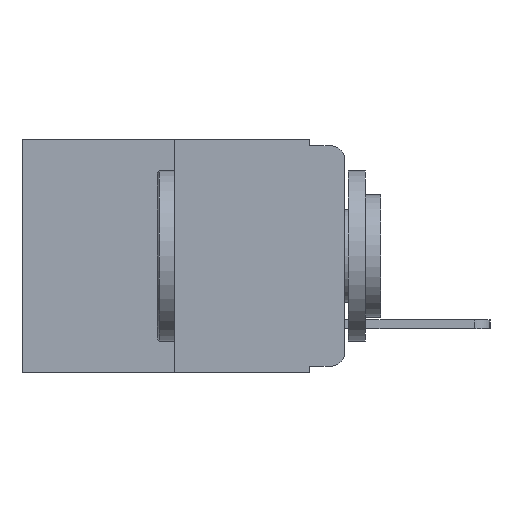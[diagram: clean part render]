
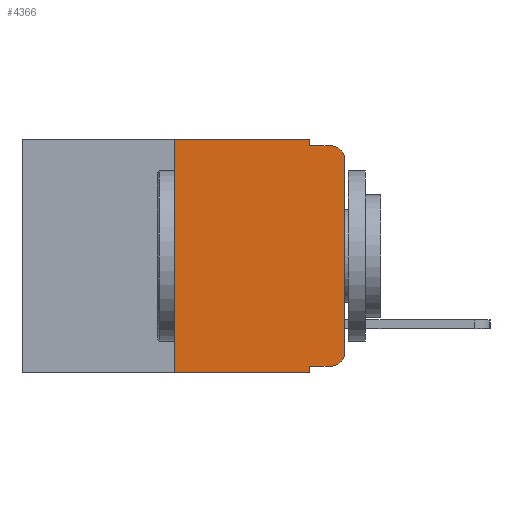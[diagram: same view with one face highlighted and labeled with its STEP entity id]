
A CAD part, left-side view. The second image highlights one B-rep face of the part: STEP entity #4366.
In plain terms, the highlighted planar face has unit normal (-1, 0, 0).
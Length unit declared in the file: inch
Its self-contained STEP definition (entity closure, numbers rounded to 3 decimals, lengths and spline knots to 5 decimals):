
#165 = CARTESIAN_POINT ( 'NONE',  ( 0., 0.25, -0.343 ) ) ;
#227 = EDGE_LOOP ( 'NONE', ( #13377, #3527, #3956, #14171, #14555, #4787, #3306, #10237, #7208, #1273 ) ) ;
#244 = CARTESIAN_POINT ( 'NONE',  ( 0., 0.25, 0. ) ) ;
#246 = DIRECTION ( 'NONE',  ( 0., 0., -1. ) ) ;
#257 = CARTESIAN_POINT ( 'NONE',  ( 0., 0., -0.313 ) ) ;
#359 = CARTESIAN_POINT ( 'NONE',  ( 0., 0.051, -0.333 ) ) ;
#502 = VERTEX_POINT ( 'NONE', #8163 ) ;
#790 = EDGE_CURVE ( 'NONE', #4092, #14839, #9309, .T. ) ;
#813 = CARTESIAN_POINT ( 'NONE',  ( 0., 0.051, 0. ) ) ;
#1184 = CARTESIAN_POINT ( 'NONE',  ( 0., 0.25, 0. ) ) ;
#1273 = ORIENTED_EDGE ( 'NONE', *, *, #10152, .T. ) ;
#1471 = VERTEX_POINT ( 'NONE', #7751 ) ;
#1845 = EDGE_CURVE ( 'NONE', #5815, #4092, #6047, .T. ) ;
#1950 = DIRECTION ( 'NONE',  ( 0., -1., 0. ) ) ;
#2278 = CARTESIAN_POINT ( 'NONE',  ( 0., 0.473, 0. ) ) ;
#2309 = VECTOR ( 'NONE', #5109, 39.37008 ) ;
#3306 = ORIENTED_EDGE ( 'NONE', *, *, #10377, .T. ) ;
#3473 = FACE_OUTER_BOUND ( 'NONE', #227, .T. ) ;
#3527 = ORIENTED_EDGE ( 'NONE', *, *, #790, .T. ) ;
#3710 = AXIS2_PLACEMENT_3D ( 'NONE', #7841, #16655, #9125 ) ;
#3956 = ORIENTED_EDGE ( 'NONE', *, *, #16857, .F. ) ;
#4092 = VERTEX_POINT ( 'NONE', #5163 ) ;
#4111 = LINE ( 'NONE', #9508, #7149 ) ;
#4366 = ADVANCED_FACE ( 'NONE', ( #3473 ), #5668, .F. ) ;
#4420 = VERTEX_POINT ( 'NONE', #165 ) ;
#4519 = AXIS2_PLACEMENT_3D ( 'NONE', #14442, #14375, #246 ) ;
#4787 = ORIENTED_EDGE ( 'NONE', *, *, #14369, .F. ) ;
#5109 = DIRECTION ( 'NONE',  ( 0., 0., -1. ) ) ;
#5163 = CARTESIAN_POINT ( 'NONE',  ( 0., 0., -0.03 ) ) ;
#5532 = VECTOR ( 'NONE', #1950, 39.37008 ) ;
#5654 = CARTESIAN_POINT ( 'NONE',  ( 0., 0.02, -0.01 ) ) ;
#5668 = PLANE ( 'NONE',  #9630 ) ;
#5815 = VERTEX_POINT ( 'NONE', #257 ) ;
#6012 = VERTEX_POINT ( 'NONE', #15161 ) ;
#6047 = LINE ( 'NONE', #11402, #15360 ) ;
#6351 = LINE ( 'NONE', #359, #5532 ) ;
#6501 = VECTOR ( 'NONE', #12695, 39.37008 ) ;
#7014 = DIRECTION ( 'NONE',  ( 1., 0., 0. ) ) ;
#7149 = VECTOR ( 'NONE', #8229, 39.37008 ) ;
#7208 = ORIENTED_EDGE ( 'NONE', *, *, #12697, .T. ) ;
#7486 = LINE ( 'NONE', #244, #10500 ) ;
#7751 = CARTESIAN_POINT ( 'NONE',  ( 0., 0.051, 0. ) ) ;
#7783 = CIRCLE ( 'NONE', #3710, 0.02 ) ;
#7841 = CARTESIAN_POINT ( 'NONE',  ( 0., 0.02, -0.313 ) ) ;
#7992 = DIRECTION ( 'NONE',  ( 0., 0., -1. ) ) ;
#8163 = CARTESIAN_POINT ( 'NONE',  ( 0., 0.051, -0.01 ) ) ;
#8229 = DIRECTION ( 'NONE',  ( 0., -1., 0. ) ) ;
#8910 = CARTESIAN_POINT ( 'NONE',  ( 0., 0.051, -0.01 ) ) ;
#9125 = DIRECTION ( 'NONE',  ( 0., 0., -1. ) ) ;
#9309 = CIRCLE ( 'NONE', #4519, 0.02 ) ;
#9508 = CARTESIAN_POINT ( 'NONE',  ( 0., 0.473, -0.343 ) ) ;
#9541 = CARTESIAN_POINT ( 'NONE',  ( 0., 0.473, 0. ) ) ;
#9630 = AXIS2_PLACEMENT_3D ( 'NONE', #9541, #7014, #15850 ) ;
#10152 = EDGE_CURVE ( 'NONE', #11866, #5815, #7783, .T. ) ;
#10237 = ORIENTED_EDGE ( 'NONE', *, *, #13521, .F. ) ;
#10377 = EDGE_CURVE ( 'NONE', #4420, #6012, #4111, .T. ) ;
#10500 = VECTOR ( 'NONE', #11045, 39.37008 ) ;
#11045 = DIRECTION ( 'NONE',  ( 0., 0., 1. ) ) ;
#11299 = DIRECTION ( 'NONE',  ( 0., 0., 1. ) ) ;
#11402 = CARTESIAN_POINT ( 'NONE',  ( 0., 0., 0. ) ) ;
#11459 = DIRECTION ( 'NONE',  ( 0., -1., 0. ) ) ;
#11866 = VERTEX_POINT ( 'NONE', #13257 ) ;
#12270 = EDGE_CURVE ( 'NONE', #14118, #1471, #16568, .T. ) ;
#12695 = DIRECTION ( 'NONE',  ( 0., -1., 0. ) ) ;
#12697 = EDGE_CURVE ( 'NONE', #15447, #11866, #6351, .T. ) ;
#13099 = VECTOR ( 'NONE', #7992, 39.37008 ) ;
#13105 = CARTESIAN_POINT ( 'NONE',  ( 0., 0.051, -0.333 ) ) ;
#13257 = CARTESIAN_POINT ( 'NONE',  ( 0., 0.02, -0.333 ) ) ;
#13377 = ORIENTED_EDGE ( 'NONE', *, *, #1845, .T. ) ;
#13521 = EDGE_CURVE ( 'NONE', #15447, #6012, #16004, .T. ) ;
#14118 = VERTEX_POINT ( 'NONE', #1184 ) ;
#14171 = ORIENTED_EDGE ( 'NONE', *, *, #16029, .F. ) ;
#14253 = LINE ( 'NONE', #8910, #16376 ) ;
#14303 = CARTESIAN_POINT ( 'NONE',  ( 0., 0.051, 0. ) ) ;
#14369 = EDGE_CURVE ( 'NONE', #4420, #14118, #7486, .T. ) ;
#14375 = DIRECTION ( 'NONE',  ( -1., 0., 0. ) ) ;
#14442 = CARTESIAN_POINT ( 'NONE',  ( 0., 0.02, -0.03 ) ) ;
#14555 = ORIENTED_EDGE ( 'NONE', *, *, #12270, .F. ) ;
#14839 = VERTEX_POINT ( 'NONE', #5654 ) ;
#15161 = CARTESIAN_POINT ( 'NONE',  ( 0., 0.051, -0.343 ) ) ;
#15360 = VECTOR ( 'NONE', #11299, 39.37008 ) ;
#15447 = VERTEX_POINT ( 'NONE', #13105 ) ;
#15850 = DIRECTION ( 'NONE',  ( 0., 0., -1. ) ) ;
#16004 = LINE ( 'NONE', #813, #2309 ) ;
#16029 = EDGE_CURVE ( 'NONE', #1471, #502, #16407, .T. ) ;
#16376 = VECTOR ( 'NONE', #11459, 39.37008 ) ;
#16407 = LINE ( 'NONE', #14303, #13099 ) ;
#16568 = LINE ( 'NONE', #2278, #6501 ) ;
#16655 = DIRECTION ( 'NONE',  ( -1., 0., 0. ) ) ;
#16857 = EDGE_CURVE ( 'NONE', #502, #14839, #14253, .T. ) ;
